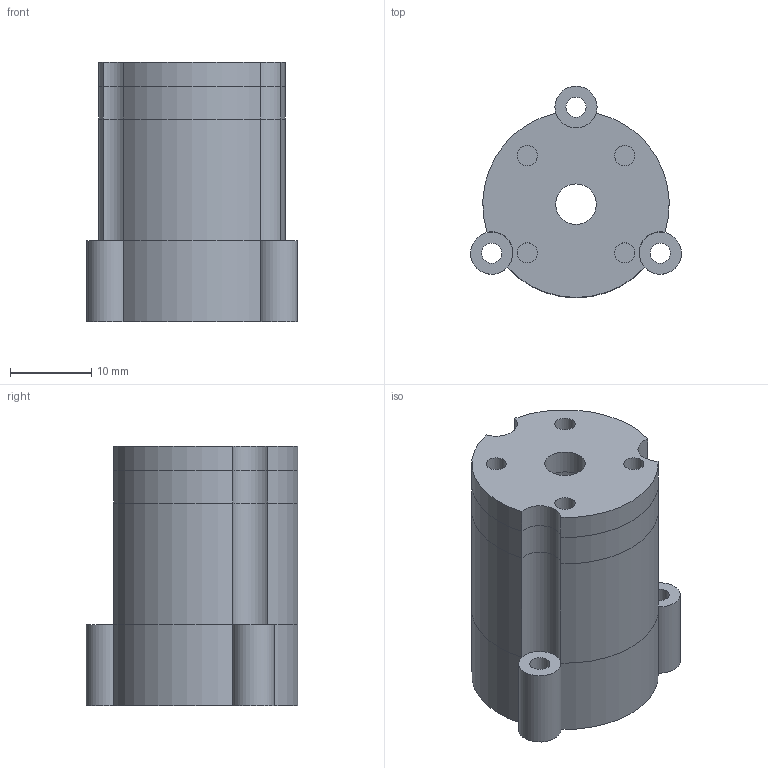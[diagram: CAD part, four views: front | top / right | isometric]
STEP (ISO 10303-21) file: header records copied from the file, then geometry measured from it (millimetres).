
FILE_DESCRIPTION(('FreeCAD Model'),'2;1');
FILE_NAME('Flasque_Moteur_A.step','2015-11-25T22:34:21',('Author'),(''), 'Open CASCADE STEP processor 6.8','FreeCAD','Unknown');
FILE_SCHEMA(('AUTOMOTIVE_DESIGN_CC2 { 1 2 10303 214 -1 1 5 4 }'));
Length unit declared in the file: millimetre
Products named in the file (2): ASSEMBLY; Pocket001
Assembly tree (1 placements, depth 2):
  ASSEMBLY
    Pocket001
Bounding box: 25.98 x 26.1 x 32 mm (x, y, z)
Volume: 9589 mm3; surface area: 5281.9 mm2
Topology: 1 solids, 1 shells, 56 faces, 114 edges, 66 vertices
Faces by surface type: cylinder 35, plane 21
Full cylindrical faces by diameter (mm): 2.5 x7, 5 x1, 9 x1
Entity records: 3118 total; most frequent: CARTESIAN_POINT 718, DIRECTION 473, LINE 243, VECTOR 243, ORIENTED_EDGE 228, PCURVE 228, DEFINITIONAL_REPRESENTATION 228, AXIS2_PLACEMENT_3D 115
